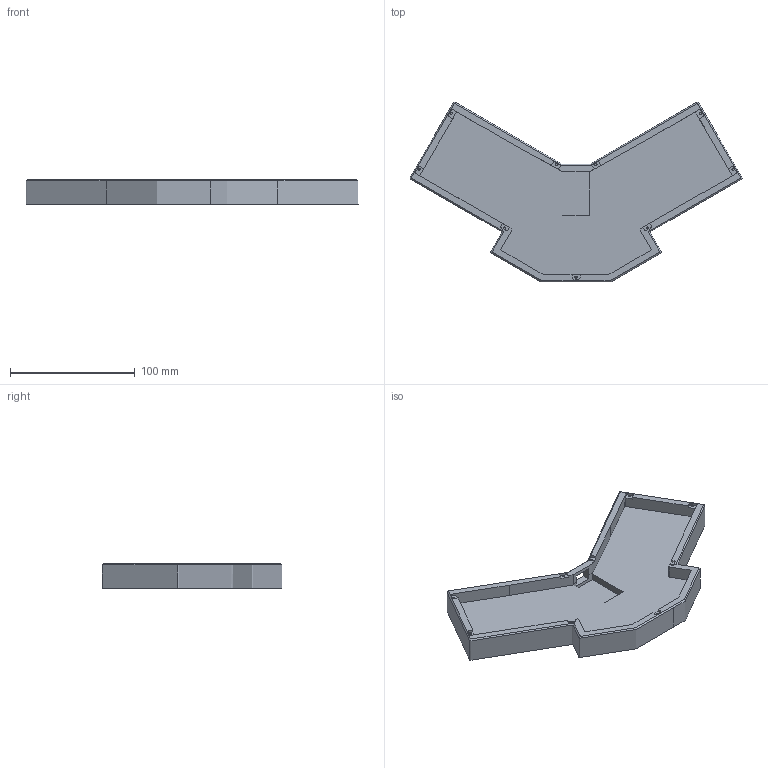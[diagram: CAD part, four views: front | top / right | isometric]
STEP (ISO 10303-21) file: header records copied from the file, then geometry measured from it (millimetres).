
FILE_DESCRIPTION(/* description */ (''),/* implementation_level */ '2;1');
FILE_NAME(/* name */ 'case_full v3.step',/* time_stamp */ '2023-12-05T05:35:48-05:00',/* author */ (''),/* organization */ (''),/* preprocessor_version */ 'ST-DEVELOPER v20',/* originating_system */ 'Autodesk Translation Framework v12.14.0.127',/* authorisation */ '');
FILE_SCHEMA (('AUTOMOTIVE_DESIGN { 1 0 10303 214 3 1 1 }'));
Length unit declared in the file: millimetre
Products named in the file (1): case_full
Bounding box: 265.94 x 144.11 x 20 mm (x, y, z)
Volume: 248489.2 mm3; surface area: 64762.5 mm2
Topology: 1 solids, 1 shells, 164 faces, 445 edges, 296 vertices
Faces by surface type: plane 114, cylinder 50
Full cylindrical faces by diameter (mm): 1.8 x9, 20 x4
Entity records: 5280 total; most frequent: CARTESIAN_POINT 1017, ORIENTED_EDGE 890, DIRECTION 865, EDGE_CURVE 445, LINE 333, VECTOR 333, VERTEX_POINT 296, AXIS2_PLACEMENT_3D 266
